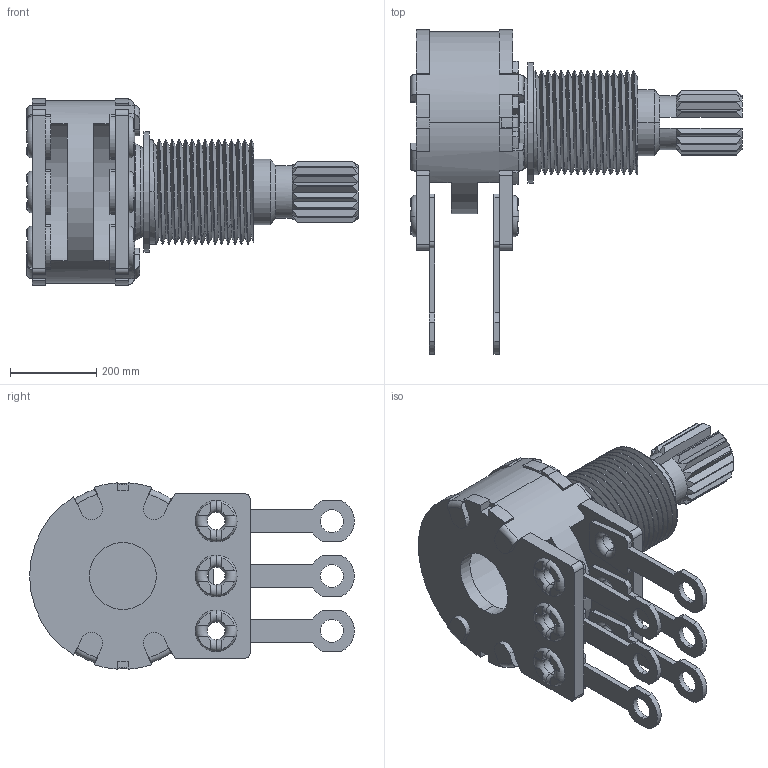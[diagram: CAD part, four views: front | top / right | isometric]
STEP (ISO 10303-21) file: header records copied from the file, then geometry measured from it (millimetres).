
FILE_DESCRIPTION((''),'2;1');
FILE_NAME('PDB182-GTR','2008-12-02T',('Administrator'),(''),'PRO/ENGINEER BY PARAMETRIC TECHNOLOGY CORPORATION, 2001280','PRO/ENGINEER BY PARAMETRIC TECHNOLOGY CORPORATION, 2001280','');
FILE_SCHEMA(('CONFIG_CONTROL_DESIGN'));
Length unit declared in the file: inch
Products named in the file (1): PDB182-GTR
Bounding box: 768.35 x 751.64 x 431.05 mm (x, y, z)
Volume: 30778751.3 mm3; surface area: 2214299.9 mm2
Topology: 1 solids, 7 shells, 576 faces, 1491 edges, 949 vertices
Faces by surface type: plane 309, cylinder 175, torus 48, cone 36, bspline 8
Entity records: 22247 total; most frequent: CARTESIAN_POINT 8151, ORIENTED_EDGE 2982, DIRECTION 2885, EDGE_CURVE 1491, AXIS2_PLACEMENT_3D 1071, VERTEX_POINT 949, VECTOR 743, LINE 743
